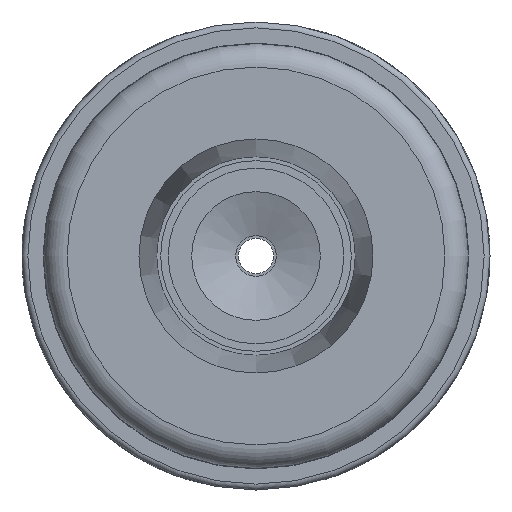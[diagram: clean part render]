
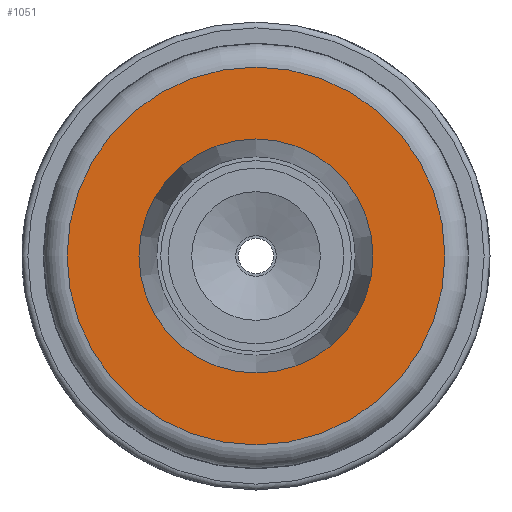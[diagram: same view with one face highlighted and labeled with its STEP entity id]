
A CAD part, left-side view. The second image highlights one B-rep face of the part: STEP entity #1051.
In plain terms, the highlighted planar face has unit normal (-1, 0, 0).
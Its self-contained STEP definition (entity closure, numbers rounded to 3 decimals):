
#1017=CARTESIAN_POINT('',(-52.,0.0,16.15));
#1018=VERTEX_POINT('',#1017);
#1019=CARTESIAN_POINT('',(-52.,0.0,0.0));
#1020=DIRECTION('',(-1.0,0.0,0.0));
#1021=DIRECTION('',(0.0,0.0,1.0));
#1022=AXIS2_PLACEMENT_3D('',#1019,#1020,#1021);
#1023=CIRCLE('',#1022,16.15);
#1024=EDGE_CURVE('',#1018,#1018,#1023,.T.);
#1032=CARTESIAN_POINT('',(-52.,0.0,13.075));
#1033=DIRECTION('',(-1.0,0.0,0.0));
#1034=DIRECTION('',(0.0,0.0,1.0));
#1035=AXIS2_PLACEMENT_3D('',#1032,#1033,#1034);
#1036=PLANE('',#1035);
#1037=ORIENTED_EDGE('',*,*,#1024,.T.);
#1038=EDGE_LOOP('',(#1037));
#1039=FACE_OUTER_BOUND('',#1038,.T.);
#1040=CARTESIAN_POINT('',(-52.,0.0,10.0));
#1041=VERTEX_POINT('',#1040);
#1042=CARTESIAN_POINT('',(-52.,0.0,0.0));
#1043=DIRECTION('',(-1.0,0.0,0.0));
#1044=DIRECTION('',(0.0,0.0,1.0));
#1045=AXIS2_PLACEMENT_3D('',#1042,#1043,#1044);
#1046=CIRCLE('',#1045,10.0);
#1047=EDGE_CURVE('',#1041,#1041,#1046,.T.);
#1048=ORIENTED_EDGE('',*,*,#1047,.F.);
#1049=EDGE_LOOP('',(#1048));
#1050=FACE_BOUND('',#1049,.T.);
#1051=ADVANCED_FACE('',(#1039,#1050),#1036,.T.);
